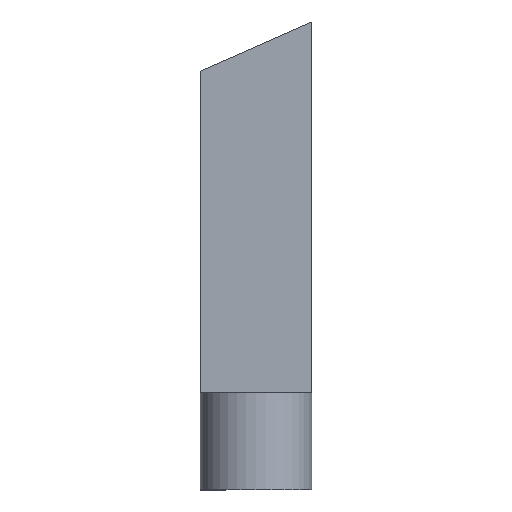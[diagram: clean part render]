
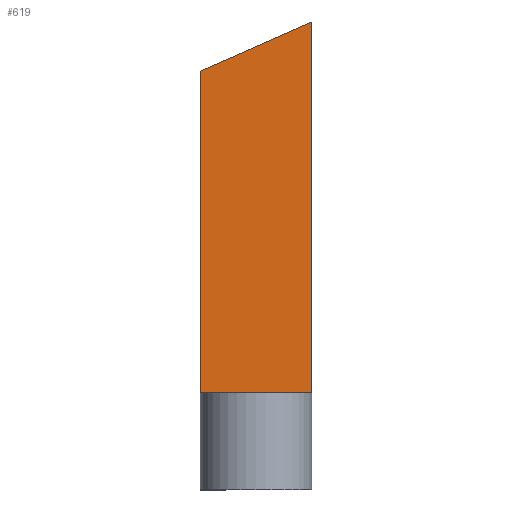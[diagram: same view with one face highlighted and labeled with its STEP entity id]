
A CAD part, front view. The second image highlights one B-rep face of the part: STEP entity #619.
In plain terms, the highlighted planar face has unit normal (0, -1, 0).
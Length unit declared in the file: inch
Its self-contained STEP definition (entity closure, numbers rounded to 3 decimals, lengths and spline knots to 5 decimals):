
#1 = AXIS2_PLACEMENT_3D ( 'NONE', #415, #467, #144 ) ;
#19 = LINE ( 'NONE', #464, #630 ) ;
#39 = PLANE ( 'NONE',  #1 ) ;
#45 = CARTESIAN_POINT ( 'NONE',  ( 1.7105, -0.66004, 1.36743 ) ) ;
#54 = ORIENTED_EDGE ( 'NONE', *, *, #208, .T. ) ;
#64 = FACE_OUTER_BOUND ( 'NONE', #486, .T. ) ;
#77 = VECTOR ( 'NONE', #248, 39.37008 ) ;
#79 = ORIENTED_EDGE ( 'NONE', *, *, #578, .T. ) ;
#116 = VERTEX_POINT ( 'NONE', #45 ) ;
#144 = DIRECTION ( 'NONE',  ( 0., 0., 1. ) ) ;
#156 = DIRECTION ( 'NONE',  ( -0.916, 0., -0.402 ) ) ;
#161 = CARTESIAN_POINT ( 'NONE',  ( -0.22684, -0.66004, 0.5164 ) ) ;
#172 = ORIENTED_EDGE ( 'NONE', *, *, #568, .T. ) ;
#188 = CARTESIAN_POINT ( 'NONE',  ( 1.7105, -0.66004, 1.56205 ) ) ;
#208 = EDGE_CURVE ( 'NONE', #116, #552, #524, .T. ) ;
#223 = LINE ( 'NONE', #188, #299 ) ;
#248 = DIRECTION ( 'NONE',  ( 1., 0., 0. ) ) ;
#299 = VECTOR ( 'NONE', #351, 39.37008 ) ;
#343 = ORIENTED_EDGE ( 'NONE', *, *, #460, .F. ) ;
#351 = DIRECTION ( 'NONE',  ( 0., 0., -1. ) ) ;
#357 = CARTESIAN_POINT ( 'NONE',  ( 1.3355, -0.66004, 1.2027 ) ) ;
#372 = VECTOR ( 'NONE', #156, 39.37008 ) ;
#411 = CARTESIAN_POINT ( 'NONE',  ( 1.7105, -0.66004, 0.125 ) ) ;
#415 = CARTESIAN_POINT ( 'NONE',  ( 1.7105, -0.66004, 1.56205 ) ) ;
#460 = EDGE_CURVE ( 'NONE', #116, #661, #223, .T. ) ;
#464 = CARTESIAN_POINT ( 'NONE',  ( 1.3355, -0.66004, 1.56205 ) ) ;
#467 = DIRECTION ( 'NONE',  ( 0., 1., 0. ) ) ;
#486 = EDGE_LOOP ( 'NONE', ( #79, #343, #54, #172 ) ) ;
#522 = CARTESIAN_POINT ( 'NONE',  ( 1.3355, -0.66004, 0.125 ) ) ;
#524 = LINE ( 'NONE', #161, #372 ) ;
#525 = DIRECTION ( 'NONE',  ( 0., 0., -1. ) ) ;
#552 = VERTEX_POINT ( 'NONE', #357 ) ;
#557 = CARTESIAN_POINT ( 'NONE',  ( 1.7105, -0.66004, 0.125 ) ) ;
#568 = EDGE_CURVE ( 'NONE', #552, #632, #19, .T. ) ;
#578 = EDGE_CURVE ( 'NONE', #632, #661, #653, .T. ) ;
#619 = ADVANCED_FACE ( 'NONE', ( #64 ), #39, .F. ) ;
#630 = VECTOR ( 'NONE', #525, 39.37008 ) ;
#632 = VERTEX_POINT ( 'NONE', #522 ) ;
#653 = LINE ( 'NONE', #411, #77 ) ;
#661 = VERTEX_POINT ( 'NONE', #557 ) ;
